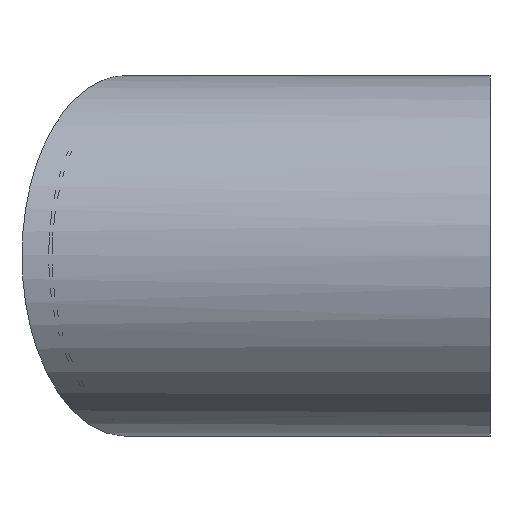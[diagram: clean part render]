
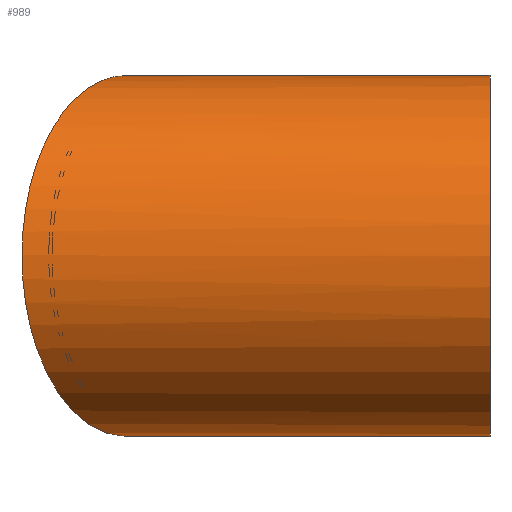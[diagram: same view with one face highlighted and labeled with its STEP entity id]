
A CAD part, left-side view. The second image highlights one B-rep face of the part: STEP entity #989.
In plain terms, the highlighted cylindrical face has radius 140 mm (diameter 280 mm), a full revolution.
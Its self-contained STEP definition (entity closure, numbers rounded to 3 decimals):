
#989 = ADVANCED_FACE( '', ( #2481, #2482 ), #2483, .T. );
#2481 = FACE_OUTER_BOUND( '', #4815, .T. );
#2482 = FACE_OUTER_BOUND( '', #4816, .T. );
#2483 = CYLINDRICAL_SURFACE( '', #4817, 140. );
#4815 = EDGE_LOOP( '', ( #7787 ) );
#4816 = EDGE_LOOP( '', ( #7788 ) );
#4817 = AXIS2_PLACEMENT_3D( '', #7789, #7790, #7791 );
#7787 = ORIENTED_EDGE( '', *, *, #13976, .T. );
#7788 = ORIENTED_EDGE( '', *, *, #13977, .F. );
#7789 = CARTESIAN_POINT( '', ( 0., 0., 0. ) );
#7790 = DIRECTION( '', ( 0., 1., 0. ) );
#7791 = DIRECTION( '', ( 0., 0., -1. ) );
#13976 = EDGE_CURVE( '', #17089, #17089, #17090, .F. );
#13977 = EDGE_CURVE( '', #17091, #17091, #17092, .T. );
#17089 = VERTEX_POINT( '', #21542 );
#17090 = ELLIPSE( '', #21543, 161.658, 140. );
#17091 = VERTEX_POINT( '', #21544 );
#17092 = CIRCLE( '', #21545, 140. );
#21542 = CARTESIAN_POINT( '', ( 140., 201.328, 0. ) );
#21543 = AXIS2_PLACEMENT_3D( '', #26360, #26361, #26362 );
#21544 = CARTESIAN_POINT( '', ( 0., 0., -140. ) );
#21545 = AXIS2_PLACEMENT_3D( '', #26363, #26364, #26365 );
#26360 = CARTESIAN_POINT( '', ( 0., 282.157, 0. ) );
#26361 = DIRECTION( '', ( 0.5, 0.866, 0. ) );
#26362 = DIRECTION( '', ( 0.866, -0.5, 0. ) );
#26363 = CARTESIAN_POINT( '', ( 0., 0., 0. ) );
#26364 = DIRECTION( '', ( 0., -1., 0. ) );
#26365 = DIRECTION( '', ( 0., 0., -1. ) );
